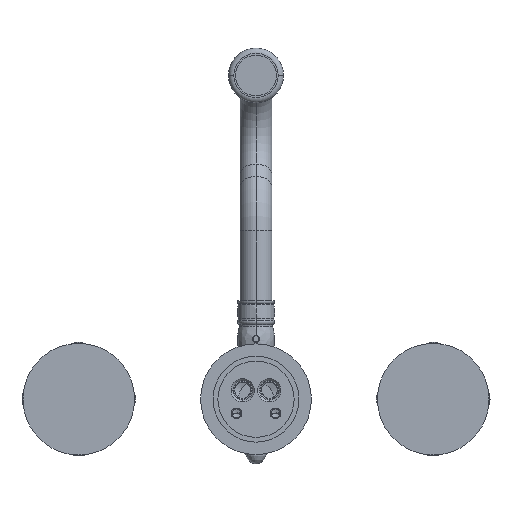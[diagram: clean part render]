
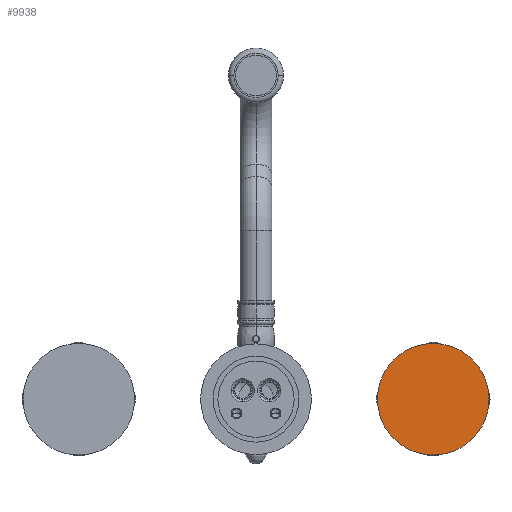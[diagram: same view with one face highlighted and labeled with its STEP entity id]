
A CAD part, front view. The second image highlights one B-rep face of the part: STEP entity #9938.
In plain terms, the highlighted planar face has unit normal (0, -1, 0).
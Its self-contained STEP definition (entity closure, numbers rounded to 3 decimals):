
#2414=CARTESIAN_POINT('',(100.,-25.2,0.));
#2415=DIRECTION('',(0.,1.,0.));
#2416=DIRECTION('',(1.,0.,0.));
#2417=AXIS2_PLACEMENT_3D('',#2414,#2415,#2416);
#2419=CARTESIAN_POINT('',(100.,-25.2,0.));
#2420=DIRECTION('',(0.,-1.,0.));
#2421=DIRECTION('',(1.,0.,0.));
#2422=AXIS2_PLACEMENT_3D('',#2419,#2420,#2421);
#6737=CARTESIAN_POINT('',(131.5,-25.2,0.));
#6739=VERTEX_POINT('',#6737);
#6741=CARTESIAN_POINT('',(68.5,-25.2,0.));
#6743=VERTEX_POINT('',#6741);
#9929=CARTESIAN_POINT('',(100.,-25.2,0.));
#9930=DIRECTION('',(0.,-1.,0.));
#9931=DIRECTION('',(-1.,0.,0.));
#9932=AXIS2_PLACEMENT_3D('',#9929,#9930,#9931);
#9933=PLANE('',#9932);
#9934=ORIENTED_EDGE('',*,*,#9897,.T.);
#9935=ORIENTED_EDGE('',*,*,#9915,.F.);
#9936=EDGE_LOOP('',(#9934,#9935));
#9937=FACE_OUTER_BOUND('',#9936,.F.);
#9938=ADVANCED_FACE('',(#9937),#9933,.T.);
#2418=CIRCLE('',#2417,31.5);
#2423=CIRCLE('',#2422,31.5);
#9897=EDGE_CURVE('',#6739,#6743,#2418,.T.);
#9915=EDGE_CURVE('',#6739,#6743,#2423,.T.);
